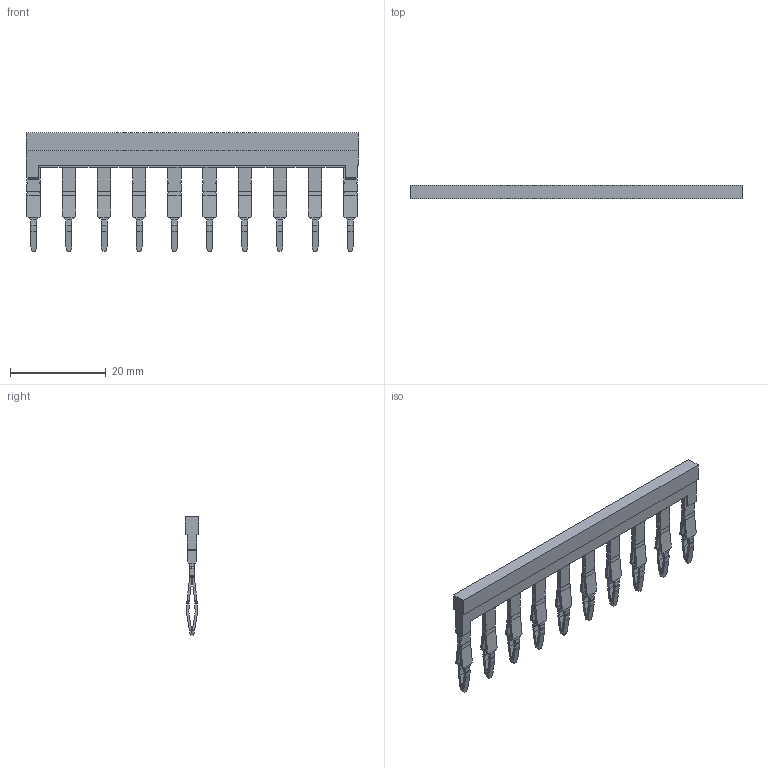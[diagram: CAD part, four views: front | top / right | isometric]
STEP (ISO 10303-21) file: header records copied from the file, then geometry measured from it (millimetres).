
FILE_DESCRIPTION(('CATIA V5 STEP Exchange','CAx-IF Rec.Pracs.--- Model Styling and Organization---1.4--- 2014-01-23'),'2;1');
FILE_NAME ('1175008-4_0_2709800000_2709800000.stp','2020-10-21T08:32:23+00:00',('none'),('Weidmueller'),'CATIA Version 5-6 Release 2016 SP3 HF44','CATIA V5 STEP AP214','none');
FILE_SCHEMA(('AUTOMOTIVE_DESIGN { 1 0 10303 214 1 1 1 1 }'));
Length unit declared in the file: millimetre
Products named in the file (1): 2709800000
Bounding box: 69.35 x 2.8 x 24.72 mm (x, y, z)
Volume: 1694.8 mm3; surface area: 4266.9 mm2
Topology: 2 solids, 2 shells, 1050 faces, 2928 edges, 1844 vertices
Faces by surface type: plane 668, cylinder 262, bspline 120
Entity records: 33132 total; most frequent: CARTESIAN_POINT 9591, ORIENTED_EDGE 5856, DIRECTION 3300, EDGE_CURVE 2928, VECTOR 1924, LINE 1924, VERTEX_POINT 1844, EDGE_LOOP 1088
